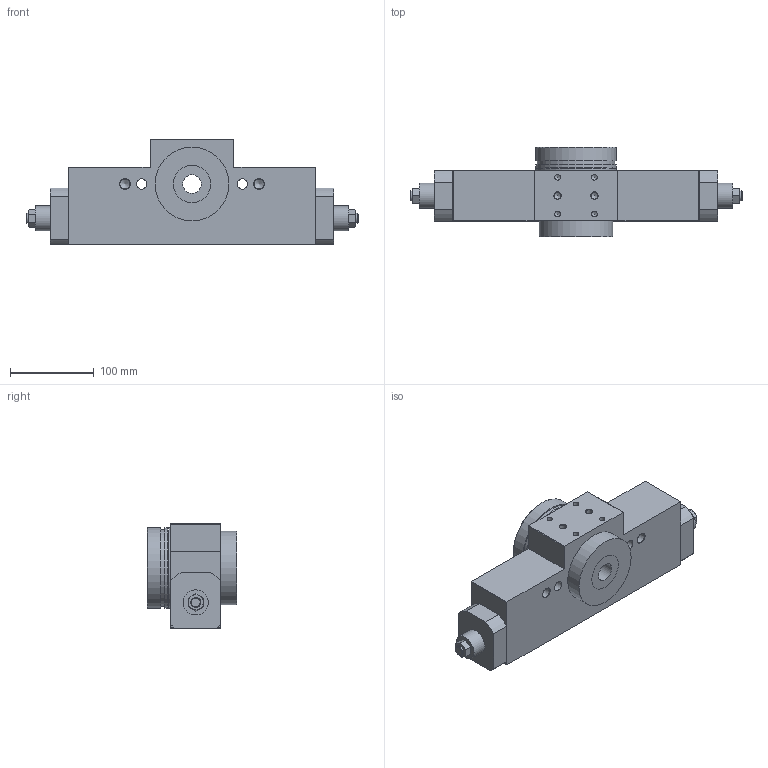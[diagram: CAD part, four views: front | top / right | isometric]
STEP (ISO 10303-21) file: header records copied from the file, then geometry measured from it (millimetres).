
FILE_DESCRIPTION(/* description */ (''),/* implementation_level */ '2;1');
FILE_NAME(/* name */ 'PAO-MC 50-A-N-RA-ID.stp',/* time_stamp */ '2021-11-15T12:36:46+01:00',/* author */ ('Emilio'),/* organization */ (''),/* preprocessor_version */ 'ST-DEVELOPER v17.2',/* originating_system */ 'Autodesk Inventor 2019',/* authorisation */ '');
FILE_SCHEMA (('AUTOMOTIVE_DESIGN { 1 0 10303 214 3 1 1 }'));
Length unit declared in the file: millimetre
Products named in the file (4): PAO-MC 50-A-N-RA-ID; Corpo; PAO-50-PIGNONE; Anello inferiore
Assembly tree (3 placements, depth 2):
  PAO-MC 50-A-N-RA-ID
    Corpo
    PAO-50-PIGNONE
    Anello inferiore
Bounding box: 396 x 107 x 125 mm (x, y, z)
Volume: 2197509.9 mm3; surface area: 211207.1 mm2
Topology: 3 solids, 3 shells, 167 faces, 466 edges, 320 vertices
Faces by surface type: plane 75, cylinder 52, cone 39, torus 1
Full cylindrical faces by diameter (mm): 6.647 x4, 6.8 x4, 8 x4, 11.445 x2, 12 x4, 12.2 x2, 19 x2, 22 x1, 30 x2, 44.5 x3, 55 x1, 55.5 x1, 59 x1, 88 x1, 92 x1, 96 x2, 96.5 x1
Entity records: 5601 total; most frequent: CARTESIAN_POINT 993, DIRECTION 989, ORIENTED_EDGE 900, EDGE_CURVE 450, AXIS2_PLACEMENT_3D 388, VERTEX_POINT 320, LINE 213, VECTOR 213
